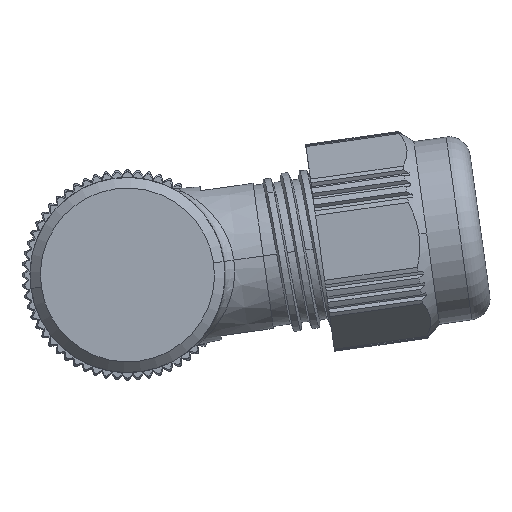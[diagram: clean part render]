
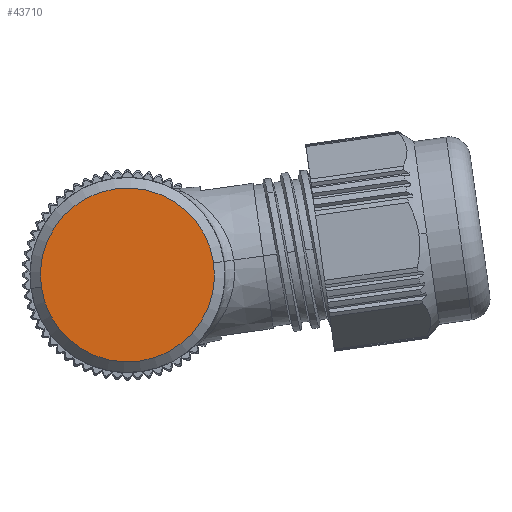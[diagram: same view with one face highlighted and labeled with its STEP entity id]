
A CAD part, front view. The second image highlights one B-rep face of the part: STEP entity #43710.
In plain terms, the highlighted planar face has unit normal (0, -1, 0).
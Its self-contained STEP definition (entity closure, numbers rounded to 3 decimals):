
#3347=CARTESIAN_POINT('',(0.,-33.85,0.));
#3348=DIRECTION('',(0.,1.,0.));
#3349=DIRECTION('',(-0.99,0.,-0.139));
#3350=AXIS2_PLACEMENT_3D('',#3347,#3348,#3349);
#3352=CARTESIAN_POINT('',(0.,-33.85,0.));
#3353=DIRECTION('',(0.,1.,0.));
#3354=DIRECTION('',(-0.139,0.,0.99));
#3355=AXIS2_PLACEMENT_3D('',#3352,#3353,#3354);
#3357=CARTESIAN_POINT('',(0.,-33.85,0.));
#3358=DIRECTION('',(0.,1.,0.));
#3359=DIRECTION('',(0.99,0.,0.139));
#3360=AXIS2_PLACEMENT_3D('',#3357,#3358,#3359);
#3362=CARTESIAN_POINT('',(0.,-33.85,0.));
#3363=DIRECTION('',(0.,1.,0.));
#3364=DIRECTION('',(0.139,0.,-0.99));
#3365=AXIS2_PLACEMENT_3D('',#3362,#3363,#3364);
#34345=CARTESIAN_POINT('',(1.148,-33.85,-8.17));
#34346=CARTESIAN_POINT('',(-8.17,-33.85,-1.148));
#34347=VERTEX_POINT('',#34345);
#34348=VERTEX_POINT('',#34346);
#34349=CARTESIAN_POINT('',(8.17,-33.85,1.148));
#34350=VERTEX_POINT('',#34349);
#34351=CARTESIAN_POINT('',(-1.148,-33.85,8.17));
#34352=VERTEX_POINT('',#34351);
#43697=CARTESIAN_POINT('',(0.,-33.85,0.));
#43698=DIRECTION('',(0.,-1.,0.));
#43699=DIRECTION('',(-0.99,0.,-0.139));
#43700=AXIS2_PLACEMENT_3D('',#43697,#43698,#43699);
#43701=PLANE('',#43700);
#43703=ORIENTED_EDGE('',*,*,#43702,.T.);
#43705=ORIENTED_EDGE('',*,*,#43704,.T.);
#43706=ORIENTED_EDGE('',*,*,#43686,.T.);
#43707=ORIENTED_EDGE('',*,*,#43684,.T.);
#43708=EDGE_LOOP('',(#43703,#43705,#43706,#43707));
#43709=FACE_OUTER_BOUND('',#43708,.F.);
#43710=ADVANCED_FACE('',(#43709),#43701,.T.);
#3351=CIRCLE('',#3350,8.25);
#3356=CIRCLE('',#3355,8.25);
#3361=CIRCLE('',#3360,8.25);
#3366=CIRCLE('',#3365,8.25);
#43684=EDGE_CURVE('',#34347,#34348,#3366,.T.);
#43686=EDGE_CURVE('',#34350,#34347,#3361,.T.);
#43702=EDGE_CURVE('',#34348,#34352,#3351,.T.);
#43704=EDGE_CURVE('',#34352,#34350,#3356,.T.);
